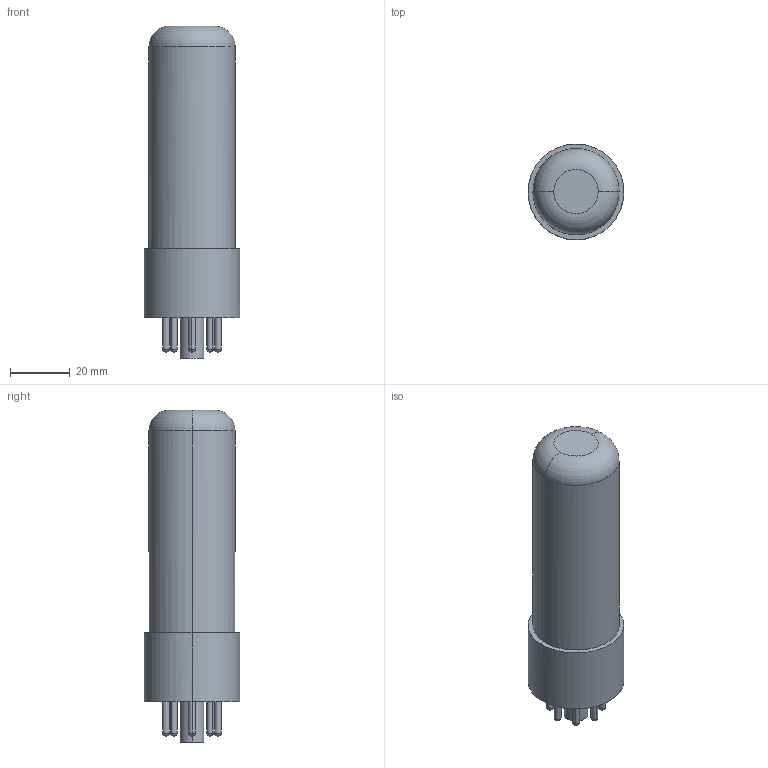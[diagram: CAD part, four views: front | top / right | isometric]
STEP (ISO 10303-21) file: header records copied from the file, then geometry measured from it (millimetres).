
FILE_DESCRIPTION (( 'STEP AP214' ), '1' );
FILE_NAME ('EL34.STEP', '2023-07-24T11:10:38', ( '' ), ( '' ), 'SwSTEP 2.0', 'SolidWorks 2021', '' );
FILE_SCHEMA (( 'AUTOMOTIVE_DESIGN' ));
Length unit declared in the file: millimetre
Products named in the file (1): EL34
Bounding box: 32 x 31.93 x 111 mm (x, y, z)
Surface area: 12380.6 mm2 (no closed solid volume)
Topology: 0 solids, 4 shells, 65 faces, 137 edges, 88 vertices
Faces by surface type: cylinder 25, plane 22, torus 18
Entity records: 2852 total; most frequent: CARTESIAN_POINT 1570, ORIENTED_EDGE 258, B_SPLINE_CURVE_WITH_KNOTS 137, EDGE_CURVE 137, DIRECTION 132, VERTEX_POINT 88, EDGE_LOOP 75, AXIS2_PLACEMENT_3D 66
